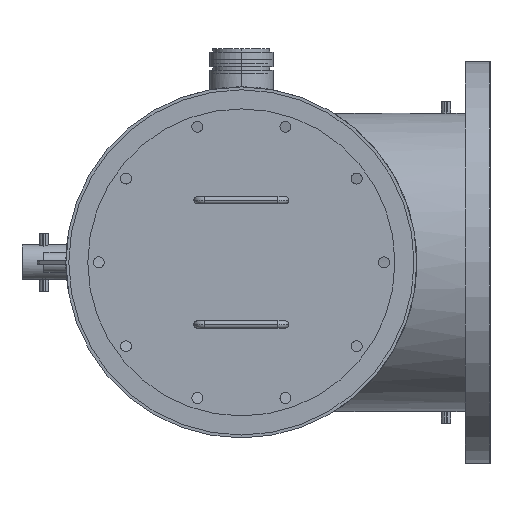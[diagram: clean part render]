
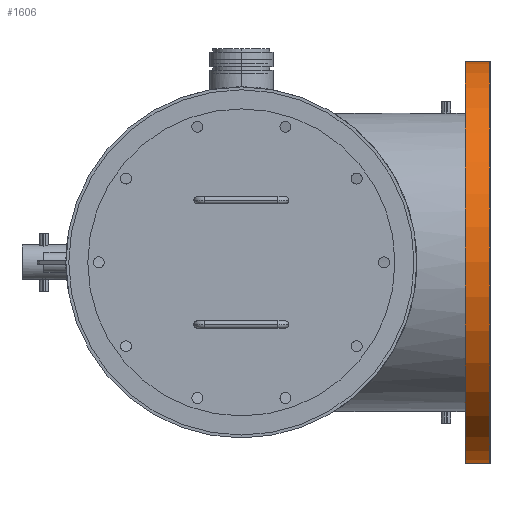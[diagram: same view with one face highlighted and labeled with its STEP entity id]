
A CAD part, left-side view. The second image highlights one B-rep face of the part: STEP entity #1606.
In plain terms, the highlighted cylindrical face has radius 349.25 mm (diameter 698.5 mm), a partial arc.
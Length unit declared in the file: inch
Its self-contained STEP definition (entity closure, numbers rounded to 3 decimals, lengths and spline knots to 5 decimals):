
#283 = CIRCLE ( 'NONE', #10063, 13.75 ) ;
#337 = VECTOR ( 'NONE', #10950, 39.37008 ) ;
#637 = CARTESIAN_POINT ( 'NONE',  ( 19.54, -15.31, 13.75 ) ) ;
#1348 = VERTEX_POINT ( 'NONE', #12230 ) ;
#1494 = CARTESIAN_POINT ( 'NONE',  ( 19.54, -15.31, 0. ) ) ;
#1606 = ADVANCED_FACE ( 'NONE', ( #6898 ), #13833, .T. ) ;
#1641 = ORIENTED_EDGE ( 'NONE', *, *, #3381, .F. ) ;
#2436 = DIRECTION ( 'NONE',  ( 0., -1., 0. ) ) ;
#3304 = CARTESIAN_POINT ( 'NONE',  ( 19.54, -15.31, -13.75 ) ) ;
#3381 = EDGE_CURVE ( 'NONE', #8575, #1348, #283, .T. ) ;
#5094 = LINE ( 'NONE', #13745, #11380 ) ;
#6512 = AXIS2_PLACEMENT_3D ( 'NONE', #1494, #2436, #6967 ) ;
#6706 = CARTESIAN_POINT ( 'NONE',  ( 19.54, -15.31, -13.75 ) ) ;
#6898 = FACE_OUTER_BOUND ( 'NONE', #7921, .T. ) ;
#6967 = DIRECTION ( 'NONE',  ( 0., 0., -1. ) ) ;
#7536 = EDGE_CURVE ( 'NONE', #11660, #8575, #5094, .T. ) ;
#7793 = ORIENTED_EDGE ( 'NONE', *, *, #10934, .T. ) ;
#7921 = EDGE_LOOP ( 'NONE', ( #9086, #9065, #7793, #1641 ) ) ;
#8214 = CARTESIAN_POINT ( 'NONE',  ( 19.54, -17., 0. ) ) ;
#8323 = VERTEX_POINT ( 'NONE', #6706 ) ;
#8371 = DIRECTION ( 'NONE',  ( 0., -1., 0. ) ) ;
#8575 = VERTEX_POINT ( 'NONE', #10593 ) ;
#8746 = CIRCLE ( 'NONE', #6512, 13.75 ) ;
#9065 = ORIENTED_EDGE ( 'NONE', *, *, #13590, .T. ) ;
#9086 = ORIENTED_EDGE ( 'NONE', *, *, #7536, .F. ) ;
#9740 = DIRECTION ( 'NONE',  ( 0., 0., -1. ) ) ;
#10063 = AXIS2_PLACEMENT_3D ( 'NONE', #8214, #10414, #12651 ) ;
#10220 = AXIS2_PLACEMENT_3D ( 'NONE', #11878, #10675, #9740 ) ;
#10414 = DIRECTION ( 'NONE',  ( 0., -1., 0. ) ) ;
#10593 = CARTESIAN_POINT ( 'NONE',  ( 19.54, -17., 13.75 ) ) ;
#10675 = DIRECTION ( 'NONE',  ( 0., -1., 0. ) ) ;
#10934 = EDGE_CURVE ( 'NONE', #8323, #1348, #13055, .T. ) ;
#10950 = DIRECTION ( 'NONE',  ( 0., -1., 0. ) ) ;
#11380 = VECTOR ( 'NONE', #8371, 39.37008 ) ;
#11660 = VERTEX_POINT ( 'NONE', #637 ) ;
#11878 = CARTESIAN_POINT ( 'NONE',  ( 19.54, -15.31, 0. ) ) ;
#12230 = CARTESIAN_POINT ( 'NONE',  ( 19.54, -17., -13.75 ) ) ;
#12651 = DIRECTION ( 'NONE',  ( 0., 0., -1. ) ) ;
#13055 = LINE ( 'NONE', #3304, #337 ) ;
#13590 = EDGE_CURVE ( 'NONE', #11660, #8323, #8746, .T. ) ;
#13745 = CARTESIAN_POINT ( 'NONE',  ( 19.54, -15.31, 13.75 ) ) ;
#13833 = CYLINDRICAL_SURFACE ( 'NONE', #10220, 13.75 ) ;
